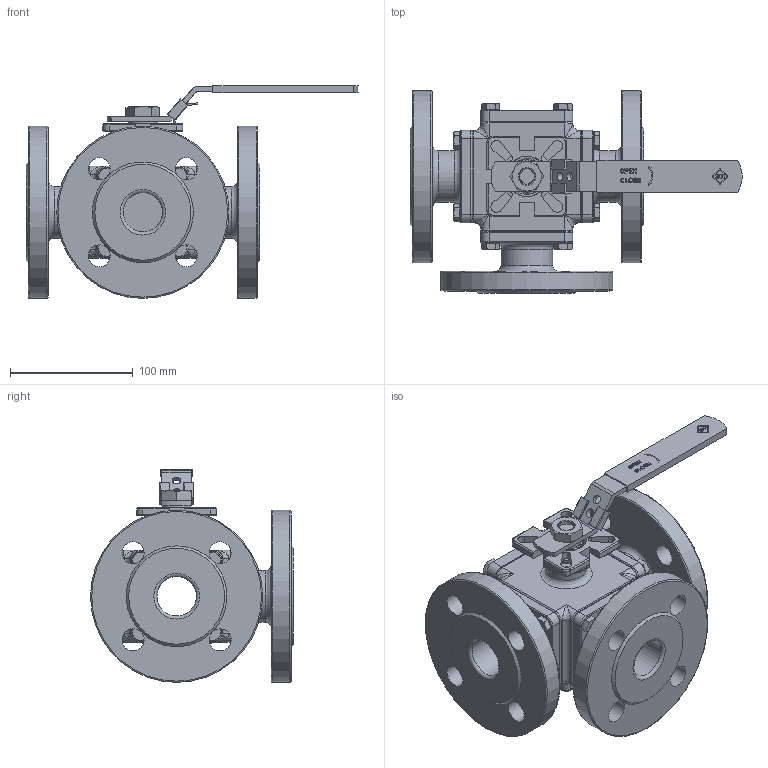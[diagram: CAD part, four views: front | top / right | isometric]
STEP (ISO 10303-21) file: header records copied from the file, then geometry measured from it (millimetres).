
FILE_DESCRIPTION((''),'2;1');
FILE_NAME('640E-32-00.stp','2010-08-11T11:50:49',('edu'),(''),'Autodesk Inventor 2010','Autodesk Inventor 2010','');
FILE_SCHEMA(('AUTOMOTIVE_DESIGN { 1 0 10303 214 1 1 1 1 }'));
Length unit declared in the file: millimetre
Products named in the file (1): ENG-005869
Bounding box: 269.92 x 165 x 173 mm (x, y, z)
Volume: 1206750 mm3; surface area: 268306.8 mm2
Topology: 3 solids, 35 shells, 1715 faces, 4387 edges, 2733 vertices
Faces by surface type: plane 775, cylinder 410, bspline 241, cone 197, torus 88, sphere 4
Full cylindrical faces by diameter (mm): 5.459 x4, 6 x4, 7.323 x16, 8 x16, 8.7 x4, 11.4 x16, 14.288 x3, 15 x1, 15.6 x3, 22 x1, 24 x1, 29 x2, 32 x4, 33 x1, 42 x3, 65 x4, 66 x4, 140 x3
Entity records: 57747 total; most frequent: CARTESIAN_POINT 18418, ORIENTED_EDGE 7994, DIRECTION 7374, EDGE_CURVE 3997, AXIS2_PLACEMENT_3D 2688, VERTEX_POINT 2593, EDGE_LOOP 2094, VECTOR 1998
